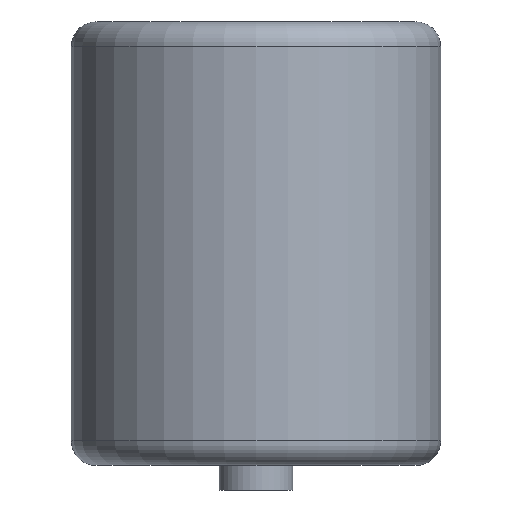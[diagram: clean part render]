
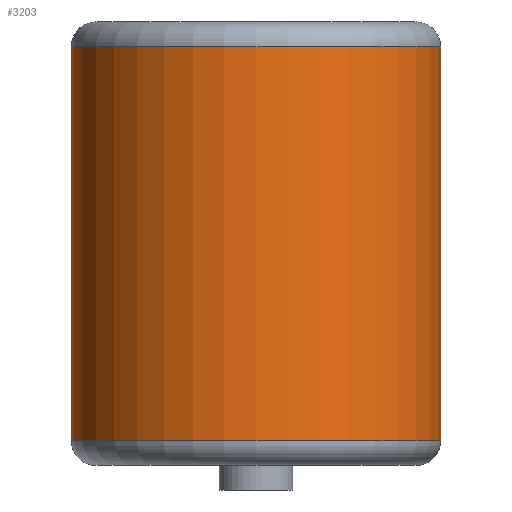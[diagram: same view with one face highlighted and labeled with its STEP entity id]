
A CAD part, left-side view. The second image highlights one B-rep face of the part: STEP entity #3203.
In plain terms, the highlighted cylindrical face has radius 15 mm (diameter 30 mm), a full revolution.
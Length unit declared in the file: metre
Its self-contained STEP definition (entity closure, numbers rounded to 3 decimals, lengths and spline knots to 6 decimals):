
#58=B_SPLINE_CURVE_WITH_KNOTS('',3,(#5609,#5610,#5611,#5612,#5613,#5614,
#5615,#5616,#5617,#5618,#5619),.UNSPECIFIED.,.T.,.F.,(1,1,1,1,1,1,1,1,1,
1,1,1,1,1,1),(-0.004694,-0.00313,-0.001565,
0.,0.001565,0.00313,0.004694,
0.006259,0.007824,0.009389,0.010953,
0.012518,0.014083,0.015648,0.017213),
 .UNSPECIFIED.);
#62=B_SPLINE_CURVE_WITH_KNOTS('',3,(#5740,#5741,#5742,#5743,#5744,#5745,
#5746,#5747,#5748,#5749,#5750),.UNSPECIFIED.,.T.,.F.,(1,1,1,1,1,1,1,1,1,
1,1,1,1,1,1),(-0.004694,-0.00313,-0.001565,
0.,0.001565,0.00313,0.004694,
0.006259,0.007824,0.009389,0.010953,
0.012518,0.014083,0.015648,0.017213),
 .UNSPECIFIED.);
#1019=ORIENTED_EDGE('',*,*,#1809,.T.);
#1020=ORIENTED_EDGE('',*,*,#1863,.F.);
#1021=ORIENTED_EDGE('',*,*,#1862,.T.);
#1022=ORIENTED_EDGE('',*,*,#1864,.F.);
#1809=EDGE_CURVE('',#2236,#2236,#58,.T.);
#1862=EDGE_CURVE('',#2270,#2270,#2505,.T.);
#1863=EDGE_CURVE('',#2271,#2271,#62,.T.);
#1864=EDGE_CURVE('',#2272,#2272,#2506,.T.);
#2236=VERTEX_POINT('',#5620);
#2270=VERTEX_POINT('',#5738);
#2271=VERTEX_POINT('',#5751);
#2272=VERTEX_POINT('',#5753);
#2505=CIRCLE('',#3593,0.015);
#2506=CIRCLE('',#3595,0.015);
#2660=EDGE_LOOP('',(#1019));
#2661=EDGE_LOOP('',(#1020));
#2662=EDGE_LOOP('',(#1021));
#2663=EDGE_LOOP('',(#1022));
#2915=FACE_BOUND('',#2660,.T.);
#2916=FACE_BOUND('',#2661,.T.);
#2917=FACE_BOUND('',#2662,.T.);
#2918=FACE_BOUND('',#2663,.T.);
#3088=CYLINDRICAL_SURFACE('',#3594,0.015);
#3203=ADVANCED_FACE('',(#2915,#2916,#2917,#2918),#3088,.T.);
#3593=AXIS2_PLACEMENT_3D('',#5737,#4388,#4389);
#3594=AXIS2_PLACEMENT_3D('',#5739,#4390,#4391);
#3595=AXIS2_PLACEMENT_3D('',#5752,#4392,#4393);
#4388=DIRECTION('',(0.,0.,1.));
#4389=DIRECTION('',(1.,0.,0.));
#4390=DIRECTION('',(0.,0.,1.));
#4391=DIRECTION('',(1.,0.,0.));
#4392=DIRECTION('',(0.,0.,1.));
#4393=DIRECTION('',(1.,0.,0.));
#5609=CARTESIAN_POINT('',(0.014933,-0.001569,-0.006434));
#5610=CARTESIAN_POINT('',(0.015033,0.,-0.005783));
#5611=CARTESIAN_POINT('',(0.014933,0.001567,-0.006434));
#5612=CARTESIAN_POINT('',(0.014832,0.002216,-0.007998));
#5613=CARTESIAN_POINT('',(0.014933,0.001568,-0.009567));
#5614=CARTESIAN_POINT('',(0.015033,0.,-0.010216));
#5615=CARTESIAN_POINT('',(0.014934,-0.001565,-0.009569));
#5616=CARTESIAN_POINT('',(0.014832,-0.002216,-0.008002));
#5617=CARTESIAN_POINT('',(0.014933,-0.001569,-0.006434));
#5618=CARTESIAN_POINT('',(0.015033,0.,-0.005783));
#5619=CARTESIAN_POINT('',(0.014933,0.001567,-0.006434));
#5620=CARTESIAN_POINT('',(0.015,0.,-0.006));
#5737=CARTESIAN_POINT('',(0.,0.,-0.016));
#5738=CARTESIAN_POINT('',(0.015,0.,-0.016));
#5739=CARTESIAN_POINT('',(0.,0.,0.));
#5740=CARTESIAN_POINT('',(0.014933,-0.001569,0.006434));
#5741=CARTESIAN_POINT('',(0.015033,0.,0.005783));
#5742=CARTESIAN_POINT('',(0.014933,0.001567,0.006434));
#5743=CARTESIAN_POINT('',(0.014832,0.002216,0.007998));
#5744=CARTESIAN_POINT('',(0.014933,0.001568,0.009567));
#5745=CARTESIAN_POINT('',(0.015033,0.,0.010216));
#5746=CARTESIAN_POINT('',(0.014934,-0.001565,0.009569));
#5747=CARTESIAN_POINT('',(0.014832,-0.002216,0.008002));
#5748=CARTESIAN_POINT('',(0.014933,-0.001569,0.006434));
#5749=CARTESIAN_POINT('',(0.015033,0.,0.005783));
#5750=CARTESIAN_POINT('',(0.014933,0.001567,0.006434));
#5751=CARTESIAN_POINT('',(0.015,0.,0.006));
#5752=CARTESIAN_POINT('',(0.,0.,0.016));
#5753=CARTESIAN_POINT('',(0.015,0.,0.016));
